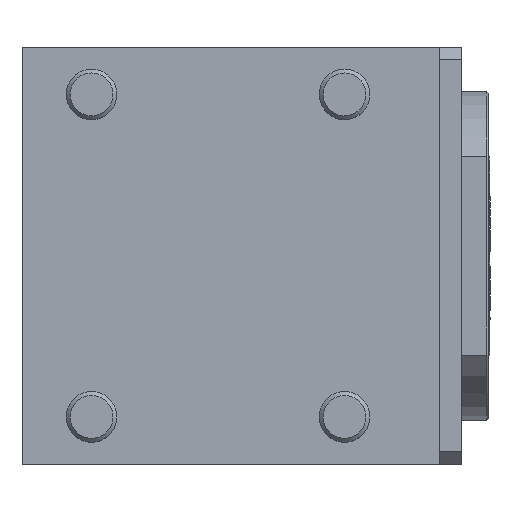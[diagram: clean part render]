
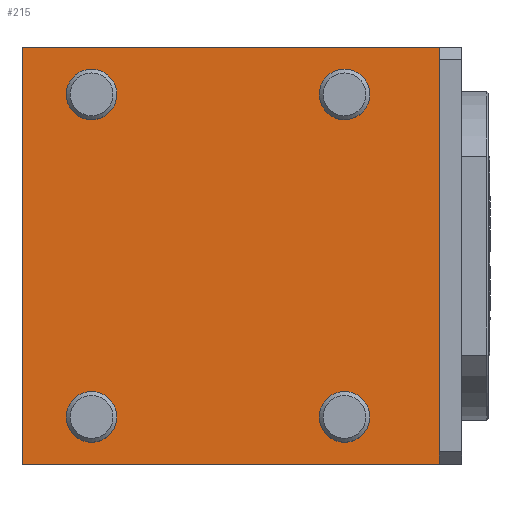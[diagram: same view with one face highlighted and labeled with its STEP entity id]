
A CAD part, top view. The second image highlights one B-rep face of the part: STEP entity #215.
In plain terms, the highlighted planar face has unit normal (0, 0, 1).
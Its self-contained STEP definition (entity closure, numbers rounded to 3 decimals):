
#61=LINE('',#1145,#108);
#76=LINE('',#1174,#123);
#83=LINE('',#1192,#130);
#84=LINE('',#1194,#131);
#108=VECTOR('',#877,1.);
#123=VECTOR('',#904,1.);
#130=VECTOR('',#921,1.);
#131=VECTOR('',#922,1.);
#153=PLANE('',#769);
#215=ADVANCED_FACE('',(#260,#261,#262,#263,#264),#153,.F.);
#260=FACE_BOUND('',#309,.T.);
#261=FACE_BOUND('',#310,.T.);
#262=FACE_BOUND('',#311,.T.);
#263=FACE_BOUND('',#312,.T.);
#264=FACE_BOUND('',#313,.T.);
#309=EDGE_LOOP('',(#436,#437,#438,#439));
#310=EDGE_LOOP('',(#440));
#311=EDGE_LOOP('',(#441));
#312=EDGE_LOOP('',(#442));
#313=EDGE_LOOP('',(#443));
#436=ORIENTED_EDGE('',*,*,#632,.F.);
#437=ORIENTED_EDGE('',*,*,#623,.T.);
#438=ORIENTED_EDGE('',*,*,#608,.F.);
#439=ORIENTED_EDGE('',*,*,#633,.F.);
#440=ORIENTED_EDGE('',*,*,#634,.T.);
#441=ORIENTED_EDGE('',*,*,#635,.T.);
#442=ORIENTED_EDGE('',*,*,#636,.T.);
#443=ORIENTED_EDGE('',*,*,#637,.T.);
#542=VERTEX_POINT('',#1144);
#543=VERTEX_POINT('',#1146);
#551=VERTEX_POINT('',#1175);
#557=VERTEX_POINT('',#1193);
#558=VERTEX_POINT('',#1196);
#559=VERTEX_POINT('',#1198);
#560=VERTEX_POINT('',#1200);
#561=VERTEX_POINT('',#1202);
#608=EDGE_CURVE('',#542,#543,#61,.T.);
#623=EDGE_CURVE('',#551,#543,#76,.T.);
#632=EDGE_CURVE('',#551,#557,#83,.T.);
#633=EDGE_CURVE('',#557,#542,#84,.T.);
#634=EDGE_CURVE('',#558,#558,#680,.T.);
#635=EDGE_CURVE('',#559,#559,#681,.T.);
#636=EDGE_CURVE('',#560,#560,#682,.T.);
#637=EDGE_CURVE('',#561,#561,#683,.T.);
#680=CIRCLE('',#765,8.);
#681=CIRCLE('',#766,8.);
#682=CIRCLE('',#767,8.);
#683=CIRCLE('',#768,8.);
#765=AXIS2_PLACEMENT_3D('',#1195,#923,#924);
#766=AXIS2_PLACEMENT_3D('',#1197,#925,#926);
#767=AXIS2_PLACEMENT_3D('',#1199,#927,#928);
#768=AXIS2_PLACEMENT_3D('',#1201,#929,#930);
#769=AXIS2_PLACEMENT_3D('',#1203,#931,#932);
#877=DIRECTION('',(1.,0.,0.));
#904=DIRECTION('',(0.,1.,0.));
#921=DIRECTION('',(-1.,0.,0.));
#922=DIRECTION('',(0.,1.,0.));
#923=DIRECTION('',(0.,0.,-1.));
#924=DIRECTION('',(1.,0.,0.));
#925=DIRECTION('',(0.,0.,-1.));
#926=DIRECTION('',(0.753,-0.658,0.));
#927=DIRECTION('',(0.,0.,-1.));
#928=DIRECTION('',(1.,0.,0.));
#929=DIRECTION('',(0.,0.,-1.));
#930=DIRECTION('',(1.,0.,0.));
#931=DIRECTION('',(0.,0.,-1.));
#932=DIRECTION('',(-1.,0.,0.));
#1144=CARTESIAN_POINT('',(-132.,66.001,0.));
#1145=CARTESIAN_POINT('',(-133.,66.001,0.));
#1146=CARTESIAN_POINT('',(0.,66.001,0.));
#1174=CARTESIAN_POINT('',(0.,-65.999,0.));
#1175=CARTESIAN_POINT('',(0.,-65.999,0.));
#1192=CARTESIAN_POINT('',(0.,-65.999,0.));
#1193=CARTESIAN_POINT('',(-132.,-65.999,0.));
#1194=CARTESIAN_POINT('',(-132.,-65.999,0.));
#1195=CARTESIAN_POINT('',(-110.,51.001,0.));
#1196=CARTESIAN_POINT('',(-102.,51.001,0.));
#1197=CARTESIAN_POINT('',(-30.,51.001,0.));
#1198=CARTESIAN_POINT('',(-23.979,45.734,0.));
#1199=CARTESIAN_POINT('',(-110.,-50.999,0.));
#1200=CARTESIAN_POINT('',(-102.,-50.999,0.));
#1201=CARTESIAN_POINT('',(-30.,-50.999,0.));
#1202=CARTESIAN_POINT('',(-22.,-50.999,0.));
#1203=CARTESIAN_POINT('',(-66.5,0.001,0.));
